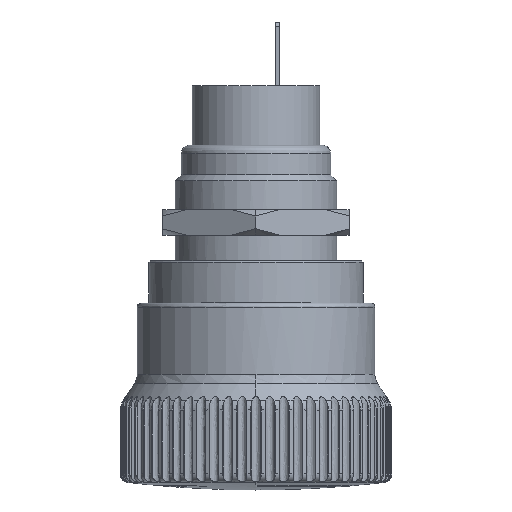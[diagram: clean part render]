
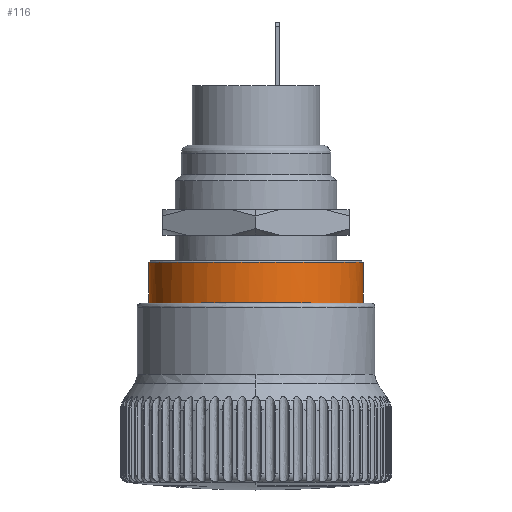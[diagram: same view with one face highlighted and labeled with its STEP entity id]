
A CAD part, top view. The second image highlights one B-rep face of the part: STEP entity #116.
In plain terms, the highlighted free-form (B-spline) face has degree [2, 1] with [5, 2] control points.
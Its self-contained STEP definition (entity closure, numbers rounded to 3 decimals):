
#116=ADVANCED_FACE('',(#557),#16142,.T.);
#557=FACE_OUTER_BOUND('',#1009,.T.);
#1009=EDGE_LOOP('',(#1736,#1737,#1738,#1739));
#1736=ORIENTED_EDGE('',*,*,#10818,.T.);
#1737=ORIENTED_EDGE('',*,*,#10802,.F.);
#1738=ORIENTED_EDGE('',*,*,#10819,.T.);
#1739=ORIENTED_EDGE('',*,*,#10808,.F.);
#3918=(
BOUNDED_CURVE()
B_SPLINE_CURVE(2,(#21852,#21853,#21854,#21855,#21856),.UNSPECIFIED.,.F.,
 .F.)
B_SPLINE_CURVE_WITH_KNOTS((3,2,3),(0.,19.792,39.584),
 .UNSPECIFIED.)
CURVE()
GEOMETRIC_REPRESENTATION_ITEM()
RATIONAL_B_SPLINE_CURVE((1.,0.707,1.,0.707,1.))
REPRESENTATION_ITEM('')
);
#3919=(
BOUNDED_CURVE()
B_SPLINE_CURVE(2,(#21857,#21858,#21859,#21860,#21861),.UNSPECIFIED.,.F.,
 .F.)
B_SPLINE_CURVE_WITH_KNOTS((3,2,3),(0.,19.792,39.584),
 .UNSPECIFIED.)
CURVE()
GEOMETRIC_REPRESENTATION_ITEM()
RATIONAL_B_SPLINE_CURVE((1.,0.707,1.,0.707,1.))
REPRESENTATION_ITEM('')
);
#3930=(
BOUNDED_CURVE()
B_SPLINE_CURVE(2,(#21912,#21913,#21914,#21915,#21916),.UNSPECIFIED.,.F.,
 .F.)
B_SPLINE_CURVE_WITH_KNOTS((3,2,3),(-38.955,-19.478,
0.),.UNSPECIFIED.)
CURVE()
GEOMETRIC_REPRESENTATION_ITEM()
RATIONAL_B_SPLINE_CURVE((1.,0.707,1.,0.707,1.))
REPRESENTATION_ITEM('')
);
#3941=(
BOUNDED_CURVE()
B_SPLINE_CURVE(1,(#21987,#21988),.UNSPECIFIED.,.F.,.F.)
B_SPLINE_CURVE_WITH_KNOTS((2,2),(0.2,5.),.UNSPECIFIED.)
CURVE()
GEOMETRIC_REPRESENTATION_ITEM()
RATIONAL_B_SPLINE_CURVE((1.,1.))
REPRESENTATION_ITEM('')
);
#3942=(
BOUNDED_CURVE()
B_SPLINE_CURVE(1,(#21993,#21994),.UNSPECIFIED.,.F.,.F.)
B_SPLINE_CURVE_WITH_KNOTS((2,2),(-5.,-0.2),.UNSPECIFIED.)
CURVE()
GEOMETRIC_REPRESENTATION_ITEM()
RATIONAL_B_SPLINE_CURVE((1.,1.))
REPRESENTATION_ITEM('')
);
#4764=PCURVE('',#15915,#7246);
#4770=PCURVE('',#16151,#7252);
#4783=PCURVE('',#16142,#7265);
#4784=PCURVE('',#16142,#7266);
#4785=PCURVE('',#16142,#7267);
#4786=PCURVE('',#16142,#7268);
#6887=PCURVE('',#16143,#9369);
#6889=PCURVE('',#16143,#9371);
#7246=DEFINITIONAL_REPRESENTATION('',(#3919),#44128);
#7252=DEFINITIONAL_REPRESENTATION('',(#12324),#44128);
#7265=DEFINITIONAL_REPRESENTATION('',(#12336),#44128);
#7266=DEFINITIONAL_REPRESENTATION('',(#12337),#44128);
#7267=DEFINITIONAL_REPRESENTATION('',(#12338),#44128);
#7268=DEFINITIONAL_REPRESENTATION('',(#12339),#44128);
#9369=DEFINITIONAL_REPRESENTATION('',(#15009),#44128);
#9371=DEFINITIONAL_REPRESENTATION('',(#15011),#44128);
#9561=SURFACE_CURVE('',#3918,(#4764,#4784),.PCURVE_S1.);
#9567=SURFACE_CURVE('',#3930,(#4770,#4786),.PCURVE_S1.);
#9577=SURFACE_CURVE('',#3941,(#4783,#6889),.PCURVE_S1.);
#9578=SURFACE_CURVE('',#3942,(#4785,#6887),.PCURVE_S1.);
#10802=EDGE_CURVE('',#15144,#15838,#9561,.T.);
#10808=EDGE_CURVE('',#15834,#15140,#9567,.T.);
#10818=EDGE_CURVE('',#15834,#15838,#9577,.T.);
#10819=EDGE_CURVE('',#15144,#15140,#9578,.T.);
#12324=B_SPLINE_CURVE_WITH_KNOTS('',1,(#21917,#21918),.UNSPECIFIED.,.F.,
 .F.,(2,2),(-38.955,0.),.UNSPECIFIED.);
#12336=B_SPLINE_CURVE_WITH_KNOTS('',1,(#21989,#21990),.UNSPECIFIED.,.F.,
 .F.,(2,2),(0.2,5.),.UNSPECIFIED.);
#12337=B_SPLINE_CURVE_WITH_KNOTS('',1,(#21991,#21992),.UNSPECIFIED.,.F.,
 .F.,(2,2),(0.,39.584),.UNSPECIFIED.);
#12338=B_SPLINE_CURVE_WITH_KNOTS('',1,(#21995,#21996),.UNSPECIFIED.,.F.,
 .F.,(2,2),(-5.,-0.2),.UNSPECIFIED.);
#12339=B_SPLINE_CURVE_WITH_KNOTS('',1,(#21997,#21998),.UNSPECIFIED.,.F.,
 .F.,(2,2),(-38.955,0.),.UNSPECIFIED.);
#15009=B_SPLINE_CURVE_WITH_KNOTS('',1,(#44079,#44080),.UNSPECIFIED.,.F.,
 .F.,(2,2),(-5.,-0.2),.UNSPECIFIED.);
#15011=B_SPLINE_CURVE_WITH_KNOTS('',1,(#44083,#44084),.UNSPECIFIED.,.F.,
 .F.,(2,2),(0.2,5.),.UNSPECIFIED.);
#15140=VERTEX_POINT('',#21109);
#15144=VERTEX_POINT('',#21113);
#15834=VERTEX_POINT('',#21803);
#15838=VERTEX_POINT('',#21807);
#15915=B_SPLINE_SURFACE_WITH_KNOTS('',1,1,((#20166,#20167),(#20168,#20169)),
 .UNSPECIFIED.,.F.,.F.,.F.,(2,2),(2,2),(-27.27,0.27),
(-13.77,13.77),.UNSPECIFIED.);
#16142=(
BOUNDED_SURFACE()
B_SPLINE_SURFACE(2,1,((#20071,#20072),(#20073,#20074),(#20075,#20076),(#20077,
#20078),(#20079,#20080)),.UNSPECIFIED.,.F.,.F.,.F.)
B_SPLINE_SURFACE_WITH_KNOTS((3,2,3),(2,2),(0.,19.792,39.584),
(0.,10.),.UNSPECIFIED.)
GEOMETRIC_REPRESENTATION_ITEM()
RATIONAL_B_SPLINE_SURFACE(((1.,1.),(0.707,0.707),
(1.,1.),(0.707,0.707),(1.,1.)))
REPRESENTATION_ITEM('')
SURFACE()
);
#16143=(
BOUNDED_SURFACE()
B_SPLINE_SURFACE(2,1,((#20081,#20082),(#20083,#20084),(#20085,#20086),(#20087,
#20088),(#20089,#20090)),.UNSPECIFIED.,.F.,.F.,.F.)
B_SPLINE_SURFACE_WITH_KNOTS((3,2,3),(2,2),(39.584,59.376,
79.168),(0.,10.),.UNSPECIFIED.)
GEOMETRIC_REPRESENTATION_ITEM()
RATIONAL_B_SPLINE_SURFACE(((1.,1.),(0.707,0.707),
(1.,1.),(0.707,0.707),(1.,1.)))
REPRESENTATION_ITEM('')
SURFACE()
);
#16151=(
BOUNDED_SURFACE()
B_SPLINE_SURFACE(1,2,((#20174,#20175,#20176,#20177,#20178),(#20179,#20180,
#20181,#20182,#20183)),.UNSPECIFIED.,.F.,.F.,.F.)
B_SPLINE_SURFACE_WITH_KNOTS((2,2),(3,2,3),(0.,0.287),(0.,19.478,
38.955),.UNSPECIFIED.)
GEOMETRIC_REPRESENTATION_ITEM()
RATIONAL_B_SPLINE_SURFACE(((1.,0.707,1.,0.707,1.),
(1.,0.707,1.,0.707,1.)))
REPRESENTATION_ITEM('')
SURFACE()
);
#20071=CARTESIAN_POINT('',(12.6,0.,0.));
#20072=CARTESIAN_POINT('',(12.6,-10.,0.));
#20073=CARTESIAN_POINT('',(12.6,0.,12.6));
#20074=CARTESIAN_POINT('',(12.6,-10.,12.6));
#20075=CARTESIAN_POINT('',(0.,0.,12.6));
#20076=CARTESIAN_POINT('',(0.,-10.,12.6));
#20077=CARTESIAN_POINT('',(-12.6,0.,12.6));
#20078=CARTESIAN_POINT('',(-12.6,-10.,12.6));
#20079=CARTESIAN_POINT('',(-12.6,0.,0.));
#20080=CARTESIAN_POINT('',(-12.6,-10.,0.));
#20081=CARTESIAN_POINT('',(-12.6,0.,0.));
#20082=CARTESIAN_POINT('',(-12.6,-10.,0.));
#20083=CARTESIAN_POINT('',(-12.6,0.,-12.6));
#20084=CARTESIAN_POINT('',(-12.6,-10.,-12.6));
#20085=CARTESIAN_POINT('',(0.,0.,-12.6));
#20086=CARTESIAN_POINT('',(0.,-10.,-12.6));
#20087=CARTESIAN_POINT('',(12.6,0.,-12.6));
#20088=CARTESIAN_POINT('',(12.6,-10.,-12.6));
#20089=CARTESIAN_POINT('',(12.6,0.,0.));
#20090=CARTESIAN_POINT('',(12.6,-10.,0.));
#20166=CARTESIAN_POINT('',(-13.77,-5.,13.77));
#20167=CARTESIAN_POINT('',(-13.77,-5.,-13.77));
#20168=CARTESIAN_POINT('',(13.77,-5.,13.77));
#20169=CARTESIAN_POINT('',(13.77,-5.,-13.77));
#20174=CARTESIAN_POINT('',(12.6,-0.2,0.));
#20175=CARTESIAN_POINT('',(12.6,-0.2,12.6));
#20176=CARTESIAN_POINT('',(0.,-0.2,12.6));
#20177=CARTESIAN_POINT('',(-12.6,-0.2,12.6));
#20178=CARTESIAN_POINT('',(-12.6,-0.2,0.));
#20179=CARTESIAN_POINT('',(12.4,0.,0.));
#20180=CARTESIAN_POINT('',(12.4,0.,12.4));
#20181=CARTESIAN_POINT('',(0.,0.,12.4));
#20182=CARTESIAN_POINT('',(-12.4,0.,12.4));
#20183=CARTESIAN_POINT('',(-12.4,0.,0.));
#21109=CARTESIAN_POINT('',(12.6,-0.2,0.));
#21113=CARTESIAN_POINT('',(12.6,-5.,0.));
#21803=CARTESIAN_POINT('',(-12.6,-0.2,0.));
#21807=CARTESIAN_POINT('',(-12.6,-5.,0.));
#21852=CARTESIAN_POINT('',(12.6,-5.,0.));
#21853=CARTESIAN_POINT('',(12.6,-5.,12.6));
#21854=CARTESIAN_POINT('',(0.,-5.,12.6));
#21855=CARTESIAN_POINT('',(-12.6,-5.,12.6));
#21856=CARTESIAN_POINT('',(-12.6,-5.,0.));
#21857=CARTESIAN_POINT('',(-0.9,0.));
#21858=CARTESIAN_POINT('',(-0.9,-12.6));
#21859=CARTESIAN_POINT('',(-13.5,-12.6));
#21860=CARTESIAN_POINT('',(-26.1,-12.6));
#21861=CARTESIAN_POINT('',(-26.1,0.));
#21912=CARTESIAN_POINT('',(-12.6,-0.2,0.));
#21913=CARTESIAN_POINT('',(-12.6,-0.2,12.6));
#21914=CARTESIAN_POINT('',(0.,-0.2,12.6));
#21915=CARTESIAN_POINT('',(12.6,-0.2,12.6));
#21916=CARTESIAN_POINT('',(12.6,-0.2,0.));
#21917=CARTESIAN_POINT('',(0.,38.955));
#21918=CARTESIAN_POINT('',(0.,0.));
#21987=CARTESIAN_POINT('',(-12.6,-0.2,0.));
#21988=CARTESIAN_POINT('',(-12.6,-5.,0.));
#21989=CARTESIAN_POINT('',(39.584,0.2));
#21990=CARTESIAN_POINT('',(39.584,5.));
#21991=CARTESIAN_POINT('',(0.,5.));
#21992=CARTESIAN_POINT('',(39.584,5.));
#21993=CARTESIAN_POINT('',(12.6,-5.,0.));
#21994=CARTESIAN_POINT('',(12.6,-0.2,0.));
#21995=CARTESIAN_POINT('',(0.,5.));
#21996=CARTESIAN_POINT('',(0.,0.2));
#21997=CARTESIAN_POINT('',(39.584,0.2));
#21998=CARTESIAN_POINT('',(0.,0.2));
#44079=CARTESIAN_POINT('',(79.168,5.));
#44080=CARTESIAN_POINT('',(79.168,0.2));
#44083=CARTESIAN_POINT('',(39.584,0.2));
#44084=CARTESIAN_POINT('',(39.584,5.));
#44128=(
GEOMETRIC_REPRESENTATION_CONTEXT(2)
PARAMETRIC_REPRESENTATION_CONTEXT()
REPRESENTATION_CONTEXT('pspace','')
);
